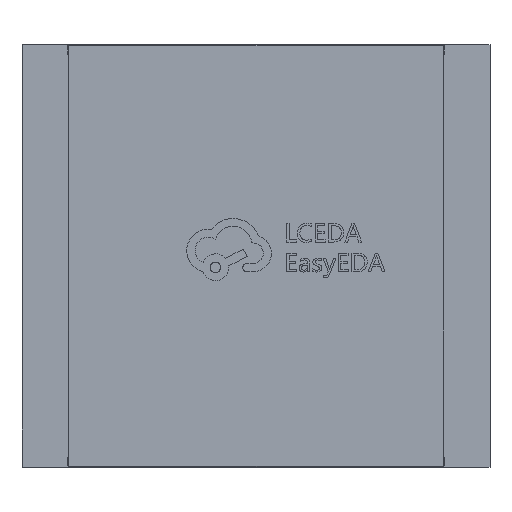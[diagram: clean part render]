
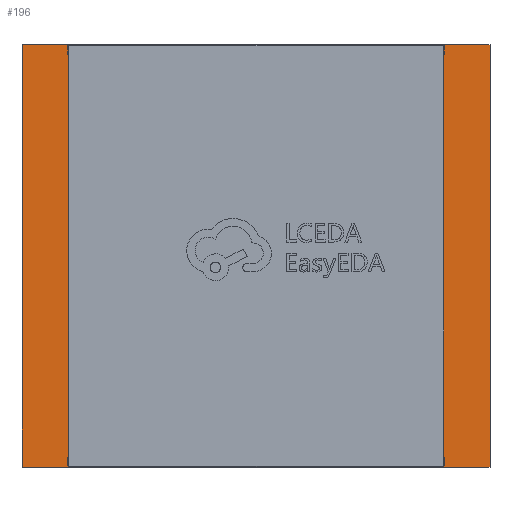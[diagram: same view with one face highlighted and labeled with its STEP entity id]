
A CAD part, top view. The second image highlights one B-rep face of the part: STEP entity #196.
In plain terms, the highlighted planar face has unit normal (0, 0, 1).
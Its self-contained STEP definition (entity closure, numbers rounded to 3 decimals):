
#59=VERTEX_POINT('',#60);
#60=CARTESIAN_POINT('',(2.05,2.3,0.6));
#66=EDGE_CURVE('',#59,#67,#69,.F.);
#67=VERTEX_POINT('',#68);
#68=CARTESIAN_POINT('',(2.55,2.3,0.6));
#69=LINE('',#70,#71);
#70=CARTESIAN_POINT('',(-2.55,2.3,0.6));
#71=VECTOR('',#72,1.0);
#72=DIRECTION('',(-1.0,0.0,0.0));
#129=VERTEX_POINT('',#130);
#130=CARTESIAN_POINT('',(-2.05,2.3,0.6));
#179=VERTEX_POINT('',#180);
#180=CARTESIAN_POINT('',(-2.55,2.3,0.6));
#186=EDGE_CURVE('',#179,#129,#187,.F.);
#187=LINE('',#188,#189);
#188=CARTESIAN_POINT('',(-2.55,2.3,0.6));
#189=VECTOR('',#190,1.0);
#190=DIRECTION('',(-1.0,0.0,0.0));
#196=ADVANCED_FACE('',(#197),#277,.F.);
#197=FACE_BOUND('',#198,.T.);
#198=EDGE_LOOP('',(#199,#207,#215,#221,#222,#230,#238,#246,#254,#262,#270,#276));
#199=ORIENTED_EDGE('',*,*,#200,.T.);
#200=EDGE_CURVE('',#59,#201,#203,.F.);
#201=VERTEX_POINT('',#202);
#202=CARTESIAN_POINT('',(2.05,2.2,0.6));
#203=LINE('',#204,#205);
#204=CARTESIAN_POINT('',(2.05,2.2,0.6));
#205=VECTOR('',#206,1.0);
#206=DIRECTION('',(0.0,1.0,0.0));
#207=ORIENTED_EDGE('',*,*,#208,.T.);
#208=EDGE_CURVE('',#201,#209,#211,.T.);
#209=VERTEX_POINT('',#210);
#210=CARTESIAN_POINT('',(-2.05,2.2,0.6));
#211=LINE('',#212,#213);
#212=CARTESIAN_POINT('',(-2.05,2.2,0.6));
#213=VECTOR('',#214,1.0);
#214=DIRECTION('',(-1.0,0.0,0.0));
#215=ORIENTED_EDGE('',*,*,#216,.T.);
#216=EDGE_CURVE('',#209,#129,#217,.T.);
#217=LINE('',#218,#219);
#218=CARTESIAN_POINT('',(-2.05,2.2,0.6));
#219=VECTOR('',#220,1.0);
#220=DIRECTION('',(0.0,1.0,0.0));
#221=ORIENTED_EDGE('',*,*,#186,.F.);
#222=ORIENTED_EDGE('',*,*,#223,.T.);
#223=EDGE_CURVE('',#179,#224,#226,.T.);
#224=VERTEX_POINT('',#225);
#225=CARTESIAN_POINT('',(-2.55,-2.3,0.6));
#226=LINE('',#227,#228);
#227=CARTESIAN_POINT('',(-2.55,-2.3,0.6));
#228=VECTOR('',#229,1.0);
#229=DIRECTION('',(0.0,-1.0,0.0));
#230=ORIENTED_EDGE('',*,*,#231,.T.);
#231=EDGE_CURVE('',#224,#232,#234,.T.);
#232=VERTEX_POINT('',#233);
#233=CARTESIAN_POINT('',(-2.05,-2.3,0.6));
#234=LINE('',#235,#236);
#235=CARTESIAN_POINT('',(-2.55,-2.3,0.6));
#236=VECTOR('',#237,1.0);
#237=DIRECTION('',(1.0,0.0,0.0));
#238=ORIENTED_EDGE('',*,*,#239,.T.);
#239=EDGE_CURVE('',#232,#240,#242,.F.);
#240=VERTEX_POINT('',#241);
#241=CARTESIAN_POINT('',(-2.05,-2.2,0.6));
#242=LINE('',#243,#244);
#243=CARTESIAN_POINT('',(-2.05,-2.2,0.6));
#244=VECTOR('',#245,1.0);
#245=DIRECTION('',(0.0,-1.0,0.0));
#246=ORIENTED_EDGE('',*,*,#247,.T.);
#247=EDGE_CURVE('',#240,#248,#250,.F.);
#248=VERTEX_POINT('',#249);
#249=CARTESIAN_POINT('',(2.05,-2.2,0.6));
#250=LINE('',#251,#252);
#251=CARTESIAN_POINT('',(-2.05,-2.2,0.6));
#252=VECTOR('',#253,1.0);
#253=DIRECTION('',(-1.0,0.0,0.0));
#254=ORIENTED_EDGE('',*,*,#255,.T.);
#255=EDGE_CURVE('',#248,#256,#258,.T.);
#256=VERTEX_POINT('',#257);
#257=CARTESIAN_POINT('',(2.05,-2.3,0.6));
#258=LINE('',#259,#260);
#259=CARTESIAN_POINT('',(2.05,-2.2,0.6));
#260=VECTOR('',#261,1.0);
#261=DIRECTION('',(0.0,-1.0,0.0));
#262=ORIENTED_EDGE('',*,*,#263,.T.);
#263=EDGE_CURVE('',#256,#264,#266,.T.);
#264=VERTEX_POINT('',#265);
#265=CARTESIAN_POINT('',(2.55,-2.3,0.6));
#266=LINE('',#267,#268);
#267=CARTESIAN_POINT('',(-2.55,-2.3,0.6));
#268=VECTOR('',#269,1.0);
#269=DIRECTION('',(1.0,0.0,0.0));
#270=ORIENTED_EDGE('',*,*,#271,.T.);
#271=EDGE_CURVE('',#264,#67,#272,.T.);
#272=LINE('',#273,#274);
#273=CARTESIAN_POINT('',(2.55,-2.3,0.6));
#274=VECTOR('',#275,1.0);
#275=DIRECTION('',(0.0,1.0,0.0));
#276=ORIENTED_EDGE('',*,*,#66,.F.);
#277=PLANE('',#278);
#278=AXIS2_PLACEMENT_3D('',#279,#280,#281);
#279=CARTESIAN_POINT('',(0.,0.0,0.6));
#280=DIRECTION('',(0.0,0.0,-1.0));
#281=DIRECTION('',(-1.0,0.0,0.0));
